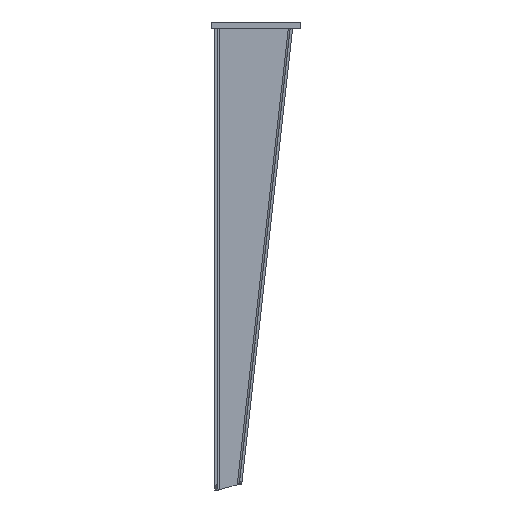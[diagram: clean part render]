
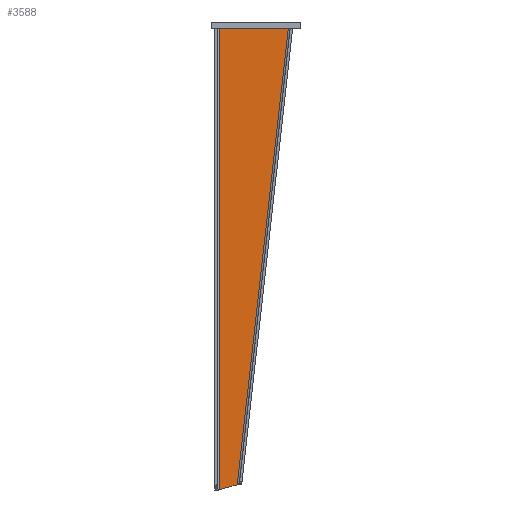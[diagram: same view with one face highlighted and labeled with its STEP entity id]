
A CAD part, left-side view. The second image highlights one B-rep face of the part: STEP entity #3588.
In plain terms, the highlighted face is planar.
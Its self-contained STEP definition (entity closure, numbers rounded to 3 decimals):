
#3175=DIRECTION('',(1.,0.,0.));
#3176=VECTOR('',#3175,359.662);
#3177=CARTESIAN_POINT('',(-50.,-21.26,-1.9));
#3178=LINE('',#3177,#3176);
#3190=DIRECTION('',(0.,1.,0.));
#3191=VECTOR('',#3190,53.761);
#3192=CARTESIAN_POINT('',(-50.,-75.021,-1.9));
#3193=LINE('',#3192,#3191);
#3194=DIRECTION('',(0.259,0.966,0.));
#3195=VECTOR('',#3194,14.49);
#3196=CARTESIAN_POINT('',(305.912,-35.257,
-1.9));
#3197=LINE('',#3196,#3195);
#3212=DIRECTION('',(-0.994,-0.111,0.));
#3213=VECTOR('',#3212,358.126);
#3214=CARTESIAN_POINT('',(305.912,-35.257,
-1.9));
#3215=LINE('',#3214,#3213);
#3280=CARTESIAN_POINT('',(305.912,-35.257,
-1.9));
#3281=CARTESIAN_POINT('',(309.662,-21.26,-1.9));
#3282=VERTEX_POINT('',#3280);
#3283=VERTEX_POINT('',#3281);
#3311=CARTESIAN_POINT('',(-50.,-75.021,-1.9));
#3312=CARTESIAN_POINT('',(-50.,-21.26,-1.9));
#3313=VERTEX_POINT('',#3311);
#3314=VERTEX_POINT('',#3312);
#3576=CARTESIAN_POINT('',(2.279,-90.,-1.9));
#3577=DIRECTION('',(0.,0.,1.));
#3578=DIRECTION('',(1.,0.,0.));
#3579=AXIS2_PLACEMENT_3D('',#3576,#3577,#3578);
#3580=PLANE('',#3579);
#3581=ORIENTED_EDGE('',*,*,#3362,.F.);
#3583=ORIENTED_EDGE('',*,*,#3582,.F.);
#3584=ORIENTED_EDGE('',*,*,#3446,.T.);
#3585=ORIENTED_EDGE('',*,*,#3568,.F.);
#3586=EDGE_LOOP('',(#3581,#3583,#3584,#3585));
#3587=FACE_OUTER_BOUND('',#3586,.F.);
#3588=ADVANCED_FACE('',(#3587),#3580,.F.);
#3362=EDGE_CURVE('',#3313,#3314,#3193,.T.);
#3446=EDGE_CURVE('',#3282,#3283,#3197,.T.);
#3568=EDGE_CURVE('',#3314,#3283,#3178,.T.);
#3582=EDGE_CURVE('',#3282,#3313,#3215,.T.);
